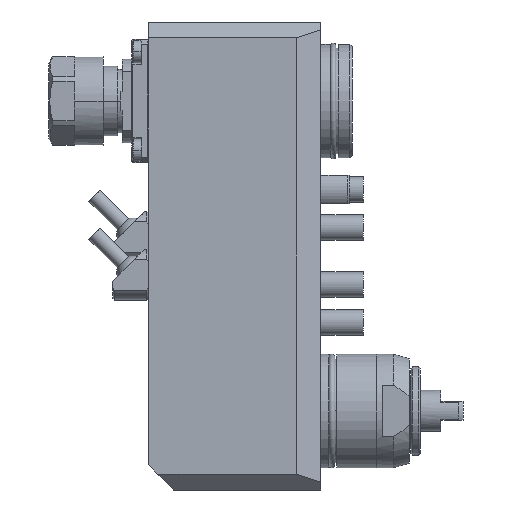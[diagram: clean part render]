
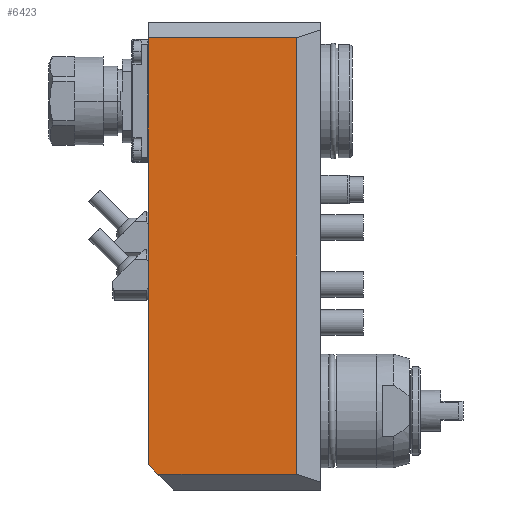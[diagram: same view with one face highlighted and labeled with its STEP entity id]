
A CAD part, front view. The second image highlights one B-rep face of the part: STEP entity #6423.
In plain terms, the highlighted planar face has unit normal (0, -1, 0).
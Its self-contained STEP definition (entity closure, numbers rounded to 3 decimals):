
#351=DIRECTION('',(1.,0.,0.));
#352=VECTOR('',#351,43.806);
#353=CARTESIAN_POINT('',(-51.5,-37.5,-20.));
#354=LINE('',#353,#352);
#383=DIRECTION('',(-1.,0.,0.));
#384=VECTOR('',#383,46.806);
#385=CARTESIAN_POINT('',(-7.694,-37.5,118.));
#386=LINE('',#385,#384);
#391=DIRECTION('',(-0.707,0.,0.707));
#392=VECTOR('',#391,4.243);
#393=CARTESIAN_POINT('',(-51.5,-37.5,-20.));
#394=LINE('',#393,#392);
#395=DIRECTION('',(0.,0.,1.));
#396=VECTOR('',#395,138.);
#397=CARTESIAN_POINT('',(-7.694,-37.5,-20.));
#398=LINE('',#397,#396);
#419=DIRECTION('',(0.,0.,-1.));
#420=VECTOR('',#419,135.);
#421=CARTESIAN_POINT('',(-54.5,-37.5,118.));
#422=LINE('',#421,#420);
#4739=CARTESIAN_POINT('',(-7.694,-37.5,-20.));
#4740=VERTEX_POINT('',#4739);
#4741=CARTESIAN_POINT('',(-7.694,-37.5,118.));
#4742=VERTEX_POINT('',#4741);
#5207=CARTESIAN_POINT('',(-54.5,-37.5,-17.));
#5209=VERTEX_POINT('',#5207);
#5215=CARTESIAN_POINT('',(-54.5,-37.5,118.));
#5217=VERTEX_POINT('',#5215);
#5224=CARTESIAN_POINT('',(-51.5,-37.5,-20.));
#5226=VERTEX_POINT('',#5224);
#6408=CARTESIAN_POINT('',(-18.,-37.5,-25.));
#6409=DIRECTION('',(0.,-1.,0.));
#6410=DIRECTION('',(0.,0.,1.));
#6411=AXIS2_PLACEMENT_3D('',#6408,#6409,#6410);
#6412=PLANE('',#6411);
#6413=ORIENTED_EDGE('',*,*,#6307,.F.);
#6415=ORIENTED_EDGE('',*,*,#6414,.T.);
#6417=ORIENTED_EDGE('',*,*,#6416,.F.);
#6418=ORIENTED_EDGE('',*,*,#6397,.F.);
#6420=ORIENTED_EDGE('',*,*,#6419,.F.);
#6421=EDGE_LOOP('',(#6413,#6415,#6417,#6418,#6420));
#6422=FACE_OUTER_BOUND('',#6421,.F.);
#6423=ADVANCED_FACE('',(#6422),#6412,.T.);
#6307=EDGE_CURVE('',#5226,#4740,#354,.T.);
#6397=EDGE_CURVE('',#4742,#5217,#386,.T.);
#6414=EDGE_CURVE('',#5226,#5209,#394,.T.);
#6416=EDGE_CURVE('',#5217,#5209,#422,.T.);
#6419=EDGE_CURVE('',#4740,#4742,#398,.T.);
